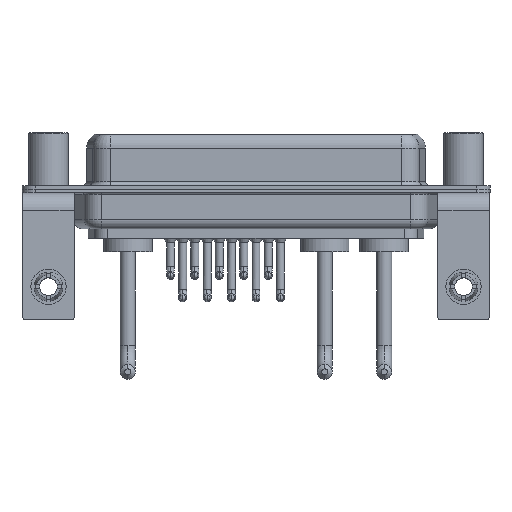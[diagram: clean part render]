
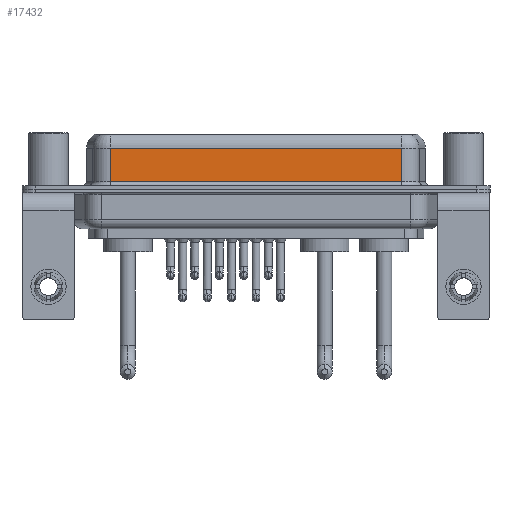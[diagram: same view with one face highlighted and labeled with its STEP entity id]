
A CAD part, front view. The second image highlights one B-rep face of the part: STEP entity #17432.
In plain terms, the highlighted planar face has unit normal (0, -1, 0).
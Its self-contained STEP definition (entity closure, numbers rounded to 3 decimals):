
#379 = EDGE_LOOP ( 'NONE', ( #12907, #9810, #5502, #10007 ) ) ;
#487 = VERTEX_POINT ( 'NONE', #10894 ) ;
#2631 = LINE ( 'NONE', #4223, #20035 ) ;
#3983 = DIRECTION ( 'NONE',  ( 0., 1., 0. ) ) ;
#4223 = CARTESIAN_POINT ( 'NONE',  ( 40.037, -3.95, 4.65 ) ) ;
#4830 = VECTOR ( 'NONE', #10309, 1000. ) ;
#5502 = ORIENTED_EDGE ( 'NONE', *, *, #17651, .T. ) ;
#6585 = DIRECTION ( 'NONE',  ( 0., 0., -1. ) ) ;
#7125 = LINE ( 'NONE', #14103, #7400 ) ;
#7400 = VECTOR ( 'NONE', #21084, 1000. ) ;
#8032 = VERTEX_POINT ( 'NONE', #20240 ) ;
#8072 = LINE ( 'NONE', #15057, #8751 ) ;
#8751 = VECTOR ( 'NONE', #6585, 1000. ) ;
#9143 = EDGE_CURVE ( 'NONE', #19632, #487, #22445, .T. ) ;
#9810 = ORIENTED_EDGE ( 'NONE', *, *, #16661, .T. ) ;
#10007 = ORIENTED_EDGE ( 'NONE', *, *, #9143, .T. ) ;
#10309 = DIRECTION ( 'NONE',  ( 1., 0., 0. ) ) ;
#10894 = CARTESIAN_POINT ( 'NONE',  ( 40.037, -3.95, 0.9 ) ) ;
#11194 = DIRECTION ( 'NONE',  ( -1., 0., 0. ) ) ;
#12354 = CARTESIAN_POINT ( 'NONE',  ( 7.013, -3.95, 4.65 ) ) ;
#12907 = ORIENTED_EDGE ( 'NONE', *, *, #22299, .F. ) ;
#14103 = CARTESIAN_POINT ( 'NONE',  ( 40.037, -3.95, 6.4 ) ) ;
#14836 = PLANE ( 'NONE',  #17497 ) ;
#15057 = CARTESIAN_POINT ( 'NONE',  ( 7.013, -3.95, 6.4 ) ) ;
#15170 = CARTESIAN_POINT ( 'NONE',  ( 7.013, -3.95, 0.9 ) ) ;
#16333 = CARTESIAN_POINT ( 'NONE',  ( 40.037, -3.95, 6.4 ) ) ;
#16438 = FACE_OUTER_BOUND ( 'NONE', #379, .T. ) ;
#16661 = EDGE_CURVE ( 'NONE', #8032, #17849, #2631, .T. ) ;
#17432 = ADVANCED_FACE ( 'NONE', ( #16438 ), #14836, .F. ) ;
#17497 = AXIS2_PLACEMENT_3D ( 'NONE', #16333, #3983, #20096 ) ;
#17651 = EDGE_CURVE ( 'NONE', #17849, #19632, #8072, .T. ) ;
#17849 = VERTEX_POINT ( 'NONE', #12354 ) ;
#18994 = CARTESIAN_POINT ( 'NONE',  ( 40.037, -3.95, 0.9 ) ) ;
#19632 = VERTEX_POINT ( 'NONE', #15170 ) ;
#20035 = VECTOR ( 'NONE', #11194, 1000. ) ;
#20096 = DIRECTION ( 'NONE',  ( 0., 0., 1. ) ) ;
#20240 = CARTESIAN_POINT ( 'NONE',  ( 40.037, -3.95, 4.65 ) ) ;
#21084 = DIRECTION ( 'NONE',  ( 0., 0., -1. ) ) ;
#22299 = EDGE_CURVE ( 'NONE', #8032, #487, #7125, .T. ) ;
#22445 = LINE ( 'NONE', #18994, #4830 ) ;
